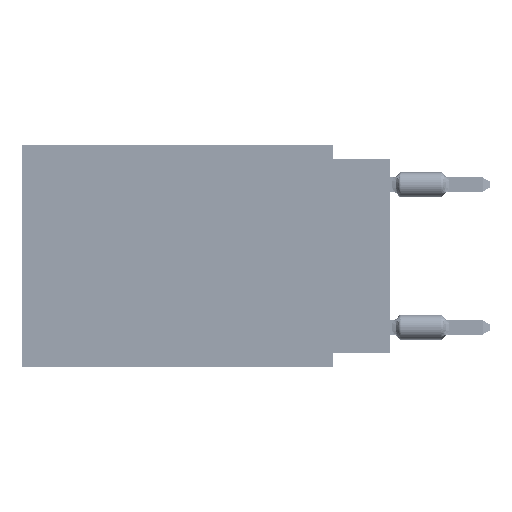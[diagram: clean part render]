
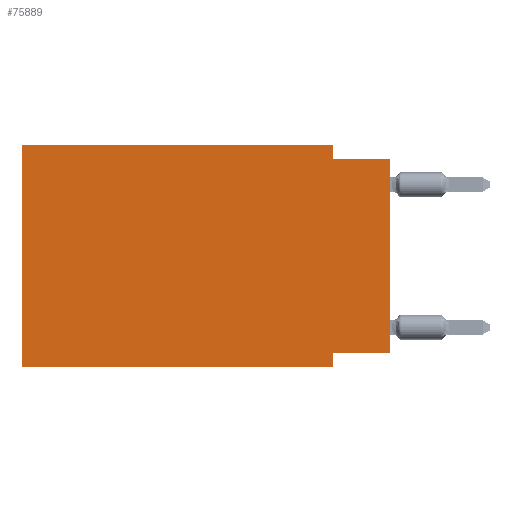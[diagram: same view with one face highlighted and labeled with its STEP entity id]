
A CAD part, left-side view. The second image highlights one B-rep face of the part: STEP entity #75889.
In plain terms, the highlighted planar face has unit normal (-1, 0, 0).
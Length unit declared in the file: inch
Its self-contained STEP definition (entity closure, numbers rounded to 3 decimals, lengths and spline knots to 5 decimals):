
#749 = EDGE_CURVE ( 'NONE', #46080, #86827, #8776, .T. ) ;
#1525 = CARTESIAN_POINT ( 'NONE',  ( 0., 0., -0.365 ) ) ;
#3515 = VECTOR ( 'NONE', #61743, 39.37008 ) ;
#3780 = DIRECTION ( 'NONE',  ( 0., 0., 1. ) ) ;
#4707 = ORIENTED_EDGE ( 'NONE', *, *, #43052, .F. ) ;
#5056 = VERTEX_POINT ( 'NONE', #70852 ) ;
#7044 = VECTOR ( 'NONE', #60812, 39.37008 ) ;
#8776 = LINE ( 'NONE', #61304, #3515 ) ;
#10988 = DIRECTION ( 'NONE',  ( 0., 0., -1. ) ) ;
#11932 = ORIENTED_EDGE ( 'NONE', *, *, #24841, .F. ) ;
#13848 = EDGE_CURVE ( 'NONE', #44661, #5056, #72721, .T. ) ;
#14501 = CARTESIAN_POINT ( 'NONE',  ( 0., 0.645, 0. ) ) ;
#16461 = AXIS2_PLACEMENT_3D ( 'NONE', #58199, #66128, #39220 ) ;
#17433 = EDGE_CURVE ( 'NONE', #65876, #86827, #56738, .T. ) ;
#17606 = LINE ( 'NONE', #18486, #46491 ) ;
#18369 = VECTOR ( 'NONE', #78930, 39.37008 ) ;
#18486 = CARTESIAN_POINT ( 'NONE',  ( 0., 0.1, 0. ) ) ;
#24458 = ORIENTED_EDGE ( 'NONE', *, *, #17433, .T. ) ;
#24841 = EDGE_CURVE ( 'NONE', #65876, #75859, #27991, .T. ) ;
#27991 = LINE ( 'NONE', #1525, #82891 ) ;
#29969 = LINE ( 'NONE', #71438, #82700 ) ;
#30406 = CARTESIAN_POINT ( 'NONE',  ( 0., 0.1, -0.365 ) ) ;
#33318 = ORIENTED_EDGE ( 'NONE', *, *, #749, .F. ) ;
#35481 = VECTOR ( 'NONE', #3780, 39.37008 ) ;
#37914 = PLANE ( 'NONE',  #16461 ) ;
#38182 = CARTESIAN_POINT ( 'NONE',  ( 0., 0., 0. ) ) ;
#39220 = DIRECTION ( 'NONE',  ( 0., 0., -1. ) ) ;
#40103 = CARTESIAN_POINT ( 'NONE',  ( 0., 0.645, -0.39 ) ) ;
#42761 = ORIENTED_EDGE ( 'NONE', *, *, #47589, .T. ) ;
#43052 = EDGE_CURVE ( 'NONE', #77363, #44661, #74540, .T. ) ;
#44661 = VERTEX_POINT ( 'NONE', #71579 ) ;
#46080 = VERTEX_POINT ( 'NONE', #67599 ) ;
#46491 = VECTOR ( 'NONE', #52472, 39.37008 ) ;
#47533 = EDGE_CURVE ( 'NONE', #5056, #46080, #17606, .T. ) ;
#47589 = EDGE_CURVE ( 'NONE', #77363, #59074, #53334, .T. ) ;
#51693 = EDGE_LOOP ( 'NONE', ( #24458, #33318, #77796, #54268, #4707, #42761, #72499, #11932 ) ) ;
#52472 = DIRECTION ( 'NONE',  ( 0., 0., -1. ) ) ;
#53334 = LINE ( 'NONE', #40103, #7044 ) ;
#54268 = ORIENTED_EDGE ( 'NONE', *, *, #13848, .F. ) ;
#56388 = CARTESIAN_POINT ( 'NONE',  ( 0., 0.645, -0.39 ) ) ;
#56738 = LINE ( 'NONE', #38182, #35481 ) ;
#58117 = CARTESIAN_POINT ( 'NONE',  ( 0., 0.1, -0.39 ) ) ;
#58199 = CARTESIAN_POINT ( 'NONE',  ( 0., 0.645, 0. ) ) ;
#59074 = VERTEX_POINT ( 'NONE', #58117 ) ;
#60812 = DIRECTION ( 'NONE',  ( 0., -1., 0. ) ) ;
#61304 = CARTESIAN_POINT ( 'NONE',  ( 0., 0., -0.025 ) ) ;
#61743 = DIRECTION ( 'NONE',  ( 0., -1., 0. ) ) ;
#65876 = VERTEX_POINT ( 'NONE', #85355 ) ;
#66128 = DIRECTION ( 'NONE',  ( 1., 0., 0. ) ) ;
#67599 = CARTESIAN_POINT ( 'NONE',  ( 0., 0.1, -0.025 ) ) ;
#68785 = DIRECTION ( 'NONE',  ( 0., 0., 1. ) ) ;
#70852 = CARTESIAN_POINT ( 'NONE',  ( 0., 0.1, 0. ) ) ;
#71001 = FACE_OUTER_BOUND ( 'NONE', #51693, .T. ) ;
#71438 = CARTESIAN_POINT ( 'NONE',  ( 0., 0.1, -0.39 ) ) ;
#71579 = CARTESIAN_POINT ( 'NONE',  ( 0., 0.645, 0. ) ) ;
#72499 = ORIENTED_EDGE ( 'NONE', *, *, #75863, .F. ) ;
#72551 = CARTESIAN_POINT ( 'NONE',  ( 0., 0., -0.025 ) ) ;
#72721 = LINE ( 'NONE', #85996, #18369 ) ;
#74125 = VECTOR ( 'NONE', #68785, 39.37008 ) ;
#74540 = LINE ( 'NONE', #14501, #74125 ) ;
#75859 = VERTEX_POINT ( 'NONE', #30406 ) ;
#75863 = EDGE_CURVE ( 'NONE', #75859, #59074, #29969, .T. ) ;
#75889 = ADVANCED_FACE ( 'NONE', ( #71001 ), #37914, .F. ) ;
#77363 = VERTEX_POINT ( 'NONE', #56388 ) ;
#77796 = ORIENTED_EDGE ( 'NONE', *, *, #47533, .F. ) ;
#78930 = DIRECTION ( 'NONE',  ( 0., -1., 0. ) ) ;
#82700 = VECTOR ( 'NONE', #10988, 39.37008 ) ;
#82891 = VECTOR ( 'NONE', #83162, 39.37008 ) ;
#83162 = DIRECTION ( 'NONE',  ( 0., 1., 0. ) ) ;
#85355 = CARTESIAN_POINT ( 'NONE',  ( 0., 0., -0.365 ) ) ;
#85996 = CARTESIAN_POINT ( 'NONE',  ( 0., 0.645, 0. ) ) ;
#86827 = VERTEX_POINT ( 'NONE', #72551 ) ;
